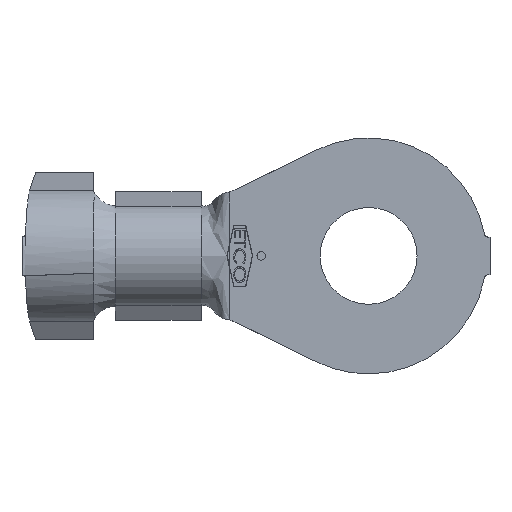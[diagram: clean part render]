
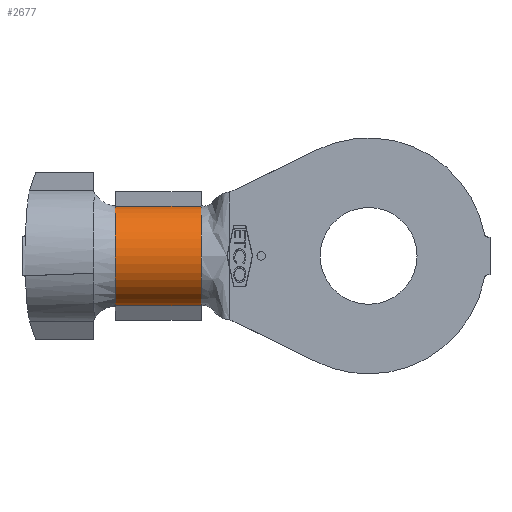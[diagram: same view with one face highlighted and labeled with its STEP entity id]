
A CAD part, front view. The second image highlights one B-rep face of the part: STEP entity #2677.
In plain terms, the highlighted cylindrical face has radius 3.785 mm (diameter 7.569 mm), a partial arc.
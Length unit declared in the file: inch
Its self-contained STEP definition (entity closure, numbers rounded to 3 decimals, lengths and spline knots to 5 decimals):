
#23 = VERTEX_POINT ( 'NONE', #5678 ) ;
#302 = ORIENTED_EDGE ( 'NONE', *, *, #966, .T. ) ;
#529 = VECTOR ( 'NONE', #2000, 39.37008 ) ;
#692 = ORIENTED_EDGE ( 'NONE', *, *, #4104, .T. ) ;
#782 = ORIENTED_EDGE ( 'NONE', *, *, #6561, .F. ) ;
#966 = EDGE_CURVE ( 'NONE', #1554, #23, #4688, .T. ) ;
#976 = AXIS2_PLACEMENT_3D ( 'NONE', #2043, #6283, #2646 ) ;
#1404 = AXIS2_PLACEMENT_3D ( 'NONE', #5172, #1520, #5786 ) ;
#1520 = DIRECTION ( 'NONE',  ( 1., 0., 0. ) ) ;
#1554 = VERTEX_POINT ( 'NONE', #6105 ) ;
#1926 = CARTESIAN_POINT ( 'NONE',  ( -0.737, 0.149, 0. ) ) ;
#1940 = EDGE_LOOP ( 'NONE', ( #782, #7653, #302, #692 ) ) ;
#2000 = DIRECTION ( 'NONE',  ( 1., 0., 0. ) ) ;
#2043 = CARTESIAN_POINT ( 'NONE',  ( -0.737, 0.149, 0. ) ) ;
#2066 = CIRCLE ( 'NONE', #1404, 0.149 ) ;
#2118 = FACE_OUTER_BOUND ( 'NONE', #1940, .T. ) ;
#2122 = CARTESIAN_POINT ( 'NONE',  ( -0.487, 0.11224, 0.14439 ) ) ;
#2646 = DIRECTION ( 'NONE',  ( 0., 0., -1. ) ) ;
#2677 = ADVANCED_FACE ( 'NONE', ( #2118 ), #4202, .T. ) ;
#2929 = VERTEX_POINT ( 'NONE', #5902 ) ;
#3146 = DIRECTION ( 'NONE',  ( 1., 0., 0. ) ) ;
#3310 = VECTOR ( 'NONE', #5807, 39.37008 ) ;
#3754 = DIRECTION ( 'NONE',  ( 0., 0., -1. ) ) ;
#3801 = LINE ( 'NONE', #6241, #529 ) ;
#3975 = CARTESIAN_POINT ( 'NONE',  ( -0.737, 0.11224, 0.14439 ) ) ;
#4028 = AXIS2_PLACEMENT_3D ( 'NONE', #1926, #3146, #3754 ) ;
#4104 = EDGE_CURVE ( 'NONE', #23, #2929, #3801, .T. ) ;
#4202 = CYLINDRICAL_SURFACE ( 'NONE', #4028, 0.149 ) ;
#4688 = CIRCLE ( 'NONE', #976, 0.149 ) ;
#5172 = CARTESIAN_POINT ( 'NONE',  ( -0.487, 0.149, 0. ) ) ;
#5678 = CARTESIAN_POINT ( 'NONE',  ( -0.737, 0.11224, -0.14439 ) ) ;
#5758 = VERTEX_POINT ( 'NONE', #2122 ) ;
#5780 = EDGE_CURVE ( 'NONE', #1554, #5758, #6349, .T. ) ;
#5786 = DIRECTION ( 'NONE',  ( 0., 0., -1. ) ) ;
#5807 = DIRECTION ( 'NONE',  ( 1., 0., 0. ) ) ;
#5902 = CARTESIAN_POINT ( 'NONE',  ( -0.487, 0.11224, -0.14439 ) ) ;
#6105 = CARTESIAN_POINT ( 'NONE',  ( -0.737, 0.11224, 0.14439 ) ) ;
#6241 = CARTESIAN_POINT ( 'NONE',  ( -0.737, 0.11224, -0.14439 ) ) ;
#6283 = DIRECTION ( 'NONE',  ( 1., 0., 0. ) ) ;
#6349 = LINE ( 'NONE', #3975, #3310 ) ;
#6561 = EDGE_CURVE ( 'NONE', #5758, #2929, #2066, .T. ) ;
#7653 = ORIENTED_EDGE ( 'NONE', *, *, #5780, .F. ) ;
